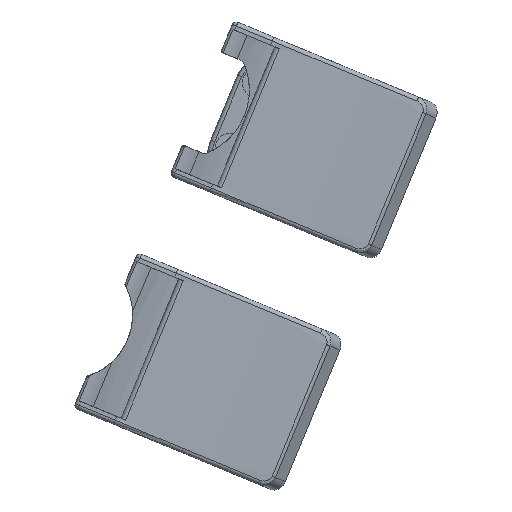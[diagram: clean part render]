
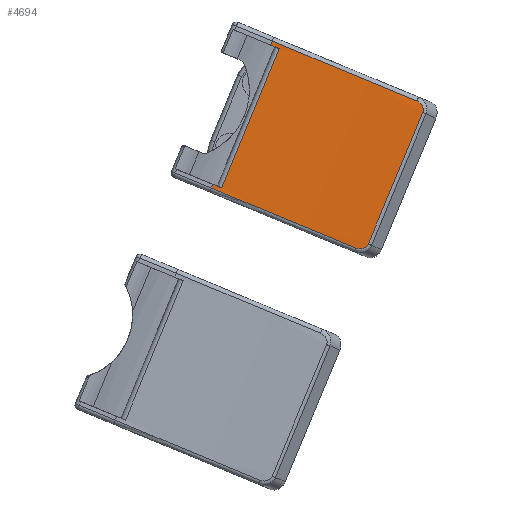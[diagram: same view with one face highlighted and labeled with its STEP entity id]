
A CAD part, front view. The second image highlights one B-rep face of the part: STEP entity #4694.
In plain terms, the highlighted cylindrical face has radius 190.026 mm (diameter 380.052 mm), a partial arc.
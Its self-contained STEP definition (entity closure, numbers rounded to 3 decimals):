
#207=CYLINDRICAL_SURFACE('',#5315,190.026);
#516=CIRCLE('',#5291,190.026);
#525=CIRCLE('',#5306,190.026);
#530=CIRCLE('',#5313,190.026);
#531=CIRCLE('',#5316,190.026);
#906=FACE_OUTER_BOUND('',#1209,.T.);
#1209=EDGE_LOOP('',(#4289,#4290,#4291,#4292,#4293,#4294,#4295,#4296,#4297,
#4298));
#1344=B_SPLINE_CURVE_WITH_KNOTS('',3,(#9765,#9766,#9767,#9768,#9769,#9770),
 .UNSPECIFIED.,.F.,.F.,(4,1,1,4),(0.,0.148,
0.247,0.346),.UNSPECIFIED.);
#1346=B_SPLINE_CURVE_WITH_KNOTS('',3,(#9815,#9816,#9817,#9818,#9819,#9820),
 .UNSPECIFIED.,.F.,.F.,(4,1,1,4),(0.,0.074,0.148,
0.346),.UNSPECIFIED.);
#1594=LINE('',#9672,#1870);
#1599=LINE('',#9701,#1875);
#1603=LINE('',#9776,#1879);
#1605=LINE('',#9827,#1881);
#1870=VECTOR('',#6638,10.);
#1875=VECTOR('',#6655,10.);
#1879=VECTOR('',#6677,10.);
#1881=VECTOR('',#6689,10.);
#2301=VERTEX_POINT('',#9660);
#2302=VERTEX_POINT('',#9662);
#2305=VERTEX_POINT('',#9670);
#2311=VERTEX_POINT('',#9700);
#2314=VERTEX_POINT('',#9710);
#2315=VERTEX_POINT('',#9711);
#2316=VERTEX_POINT('',#9756);
#2318=VERTEX_POINT('',#9772);
#2320=VERTEX_POINT('',#9807);
#2321=VERTEX_POINT('',#9826);
#2962=EDGE_CURVE('',#2301,#2302,#516,.T.);
#2967=EDGE_CURVE('',#2301,#2305,#1594,.T.);
#2976=EDGE_CURVE('',#2302,#2311,#1599,.T.);
#2981=EDGE_CURVE('',#2314,#2315,#525,.T.);
#2986=EDGE_CURVE('',#2315,#2316,#1344,.T.);
#2989=EDGE_CURVE('',#2316,#2318,#1603,.T.);
#2992=EDGE_CURVE('',#2318,#2320,#1346,.T.);
#2993=EDGE_CURVE('',#2320,#2305,#530,.T.);
#2995=EDGE_CURVE('',#2314,#2321,#1605,.T.);
#2996=EDGE_CURVE('',#2311,#2321,#531,.T.);
#4289=ORIENTED_EDGE('',*,*,#2962,.F.);
#4290=ORIENTED_EDGE('',*,*,#2967,.T.);
#4291=ORIENTED_EDGE('',*,*,#2993,.F.);
#4292=ORIENTED_EDGE('',*,*,#2992,.F.);
#4293=ORIENTED_EDGE('',*,*,#2989,.F.);
#4294=ORIENTED_EDGE('',*,*,#2986,.F.);
#4295=ORIENTED_EDGE('',*,*,#2981,.F.);
#4296=ORIENTED_EDGE('',*,*,#2995,.T.);
#4297=ORIENTED_EDGE('',*,*,#2996,.F.);
#4298=ORIENTED_EDGE('',*,*,#2976,.F.);
#4694=ADVANCED_FACE('',(#906),#207,.F.);
#5291=AXIS2_PLACEMENT_3D('',#9663,#6627,#6628);
#5306=AXIS2_PLACEMENT_3D('',#9712,#6666,#6667);
#5313=AXIS2_PLACEMENT_3D('',#9822,#6682,#6683);
#5315=AXIS2_PLACEMENT_3D('',#9825,#6687,#6688);
#5316=AXIS2_PLACEMENT_3D('',#9828,#6690,#6691);
#6627=DIRECTION('center_axis',(-0.383,0.,
-0.924));
#6628=DIRECTION('ref_axis',(0.037,0.999,-0.015));
#6638=DIRECTION('',(-0.383,0.,-0.924));
#6655=DIRECTION('',(0.383,0.,0.924));
#6666=DIRECTION('center_axis',(-0.383,0.,
-0.924));
#6667=DIRECTION('ref_axis',(-0.07,0.997,0.029));
#6677=DIRECTION('',(-0.383,0.,-0.924));
#6682=DIRECTION('center_axis',(0.383,0.,0.924));
#6683=DIRECTION('ref_axis',(-0.07,0.997,0.029));
#6687=DIRECTION('center_axis',(-0.383,0.,-0.924));
#6688=DIRECTION('ref_axis',(0.037,0.999,-0.015));
#6689=DIRECTION('',(-0.383,0.,-0.924));
#6690=DIRECTION('center_axis',(0.383,0.,0.924));
#6691=DIRECTION('ref_axis',(0.037,0.999,-0.015));
#9660=CARTESIAN_POINT('',(11.543,-46.2,-24.264));
#9662=CARTESIAN_POINT('',(13.63,-45.821,-25.129));
#9663=CARTESIAN_POINT('Origin',(41.657,-233.41,-36.738));
#9670=CARTESIAN_POINT('',(11.16,-46.2,-25.188));
#9672=CARTESIAN_POINT('',(26.085,-46.2,10.843));
#9700=CARTESIAN_POINT('',(27.407,-45.821,8.131));
#9701=CARTESIAN_POINT('',(28.172,-45.821,9.978));
#9710=CARTESIAN_POINT('',(25.702,-46.2,9.919));
#9711=CARTESIAN_POINT('',(60.212,-43.443,-4.375));
#9712=CARTESIAN_POINT('Origin',(55.816,-233.41,-2.554));
#9756=CARTESIAN_POINT('',(61.643,-43.518,-7.133));
#9765=CARTESIAN_POINT('Ctrl Pts',(60.212,-43.443,-4.375));
#9766=CARTESIAN_POINT('Ctrl Pts',(60.666,-43.455,-4.563));
#9767=CARTESIAN_POINT('Ctrl Pts',(61.345,-43.48,-5.073));
#9768=CARTESIAN_POINT('Ctrl Pts',(61.831,-43.51,-6.147));
#9769=CARTESIAN_POINT('Ctrl Pts',(61.769,-43.518,-6.829));
#9770=CARTESIAN_POINT('Ctrl Pts',(61.643,-43.518,-7.133));
#9772=CARTESIAN_POINT('',(48.631,-43.518,-38.544));
#9776=CARTESIAN_POINT('',(62.791,-43.518,-4.361));
#9807=CARTESIAN_POINT('',(45.67,-43.443,-39.483));
#9815=CARTESIAN_POINT('Ctrl Pts',(48.631,-43.518,-38.544));
#9816=CARTESIAN_POINT('Ctrl Pts',(48.537,-43.518,-38.773));
#9817=CARTESIAN_POINT('Ctrl Pts',(48.247,-43.513,-39.185));
#9818=CARTESIAN_POINT('Ctrl Pts',(47.242,-43.488,-39.793));
#9819=CARTESIAN_POINT('Ctrl Pts',(46.275,-43.46,-39.733));
#9820=CARTESIAN_POINT('Ctrl Pts',(45.67,-43.443,-39.483));
#9822=CARTESIAN_POINT('Origin',(41.274,-233.41,-37.662));
#9825=CARTESIAN_POINT('Origin',(56.199,-233.41,-1.631));
#9826=CARTESIAN_POINT('',(25.319,-46.2,8.995));
#9827=CARTESIAN_POINT('',(26.085,-46.2,10.843));
#9828=CARTESIAN_POINT('Origin',(55.433,-233.41,-3.478));
